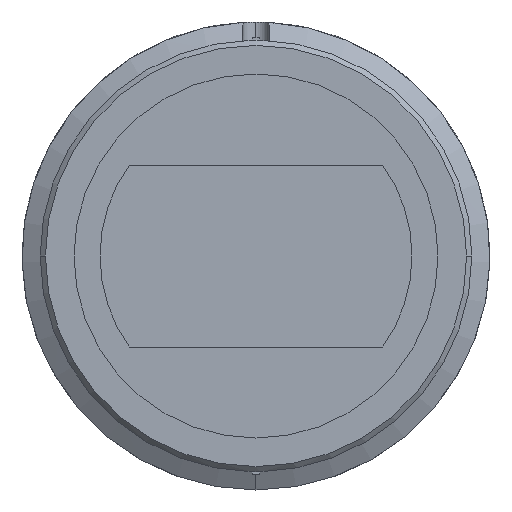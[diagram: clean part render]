
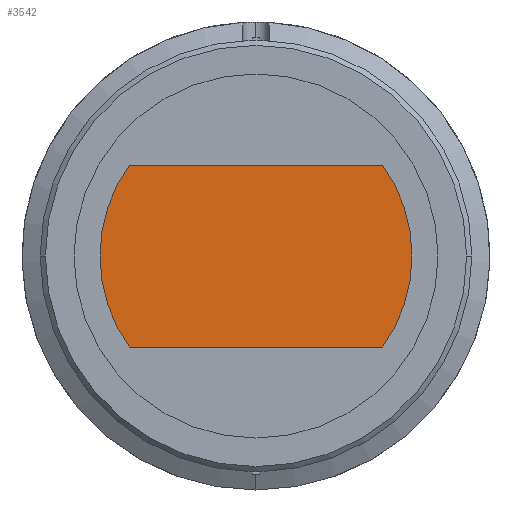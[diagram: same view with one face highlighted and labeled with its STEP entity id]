
A CAD part, left-side view. The second image highlights one B-rep face of the part: STEP entity #3542.
In plain terms, the highlighted planar face has unit normal (-1, 0, 0).
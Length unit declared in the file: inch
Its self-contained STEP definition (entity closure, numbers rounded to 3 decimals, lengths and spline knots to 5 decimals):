
#96 = DIRECTION ( 'NONE',  ( 0., -1., 0. ) ) ;
#100 = AXIS2_PLACEMENT_3D ( 'NONE', #1768, #6364, #6383 ) ;
#252 = CARTESIAN_POINT ( 'NONE',  ( -0.08465, 0.19187, -0.1378 ) ) ;
#264 = EDGE_CURVE ( 'NONE', #3988, #2148, #4033, .T. ) ;
#798 = DIRECTION ( 'NONE',  ( 0., 0., 1. ) ) ;
#1051 = CARTESIAN_POINT ( 'NONE',  ( -0.08465, -0.19187, 0.1378 ) ) ;
#1341 = EDGE_CURVE ( 'NONE', #5028, #3988, #1465, .T. ) ;
#1460 = CARTESIAN_POINT ( 'NONE',  ( -0.08465, -0.19187, -0.1378 ) ) ;
#1465 = CIRCLE ( 'NONE', #2560, 0.23622 ) ;
#1768 = CARTESIAN_POINT ( 'NONE',  ( -0.08465, 0., 0. ) ) ;
#1823 = DIRECTION ( 'NONE',  ( 0., 0., -1. ) ) ;
#1976 = CARTESIAN_POINT ( 'NONE',  ( -0.08465, 0.19187, 0.1378 ) ) ;
#2148 = VERTEX_POINT ( 'NONE', #1051 ) ;
#2328 = DIRECTION ( 'NONE',  ( 1., 0., 0. ) ) ;
#2394 = DIRECTION ( 'NONE',  ( 1., 0., 0. ) ) ;
#2560 = AXIS2_PLACEMENT_3D ( 'NONE', #6061, #2394, #798 ) ;
#2605 = VERTEX_POINT ( 'NONE', #1460 ) ;
#2932 = CARTESIAN_POINT ( 'NONE',  ( -0.08465, -0.19187, -0.1378 ) ) ;
#3027 = ORIENTED_EDGE ( 'NONE', *, *, #264, .F. ) ;
#3475 = VECTOR ( 'NONE', #4005, 39.37008 ) ;
#3542 = ADVANCED_FACE ( 'NONE', ( #5132 ), #3945, .F. ) ;
#3668 = EDGE_LOOP ( 'NONE', ( #5380, #3027, #5930, #4489 ) ) ;
#3720 = VECTOR ( 'NONE', #96, 39.37008 ) ;
#3945 = PLANE ( 'NONE',  #5651 ) ;
#3988 = VERTEX_POINT ( 'NONE', #1976 ) ;
#4005 = DIRECTION ( 'NONE',  ( 0., 1., 0. ) ) ;
#4033 = LINE ( 'NONE', #6400, #3720 ) ;
#4230 = LINE ( 'NONE', #2932, #3475 ) ;
#4489 = ORIENTED_EDGE ( 'NONE', *, *, #5588, .F. ) ;
#5028 = VERTEX_POINT ( 'NONE', #252 ) ;
#5132 = FACE_OUTER_BOUND ( 'NONE', #3668, .T. ) ;
#5380 = ORIENTED_EDGE ( 'NONE', *, *, #5475, .F. ) ;
#5475 = EDGE_CURVE ( 'NONE', #2148, #2605, #6094, .T. ) ;
#5588 = EDGE_CURVE ( 'NONE', #2605, #5028, #4230, .T. ) ;
#5651 = AXIS2_PLACEMENT_3D ( 'NONE', #6519, #2328, #1823 ) ;
#5930 = ORIENTED_EDGE ( 'NONE', *, *, #1341, .F. ) ;
#6061 = CARTESIAN_POINT ( 'NONE',  ( -0.08465, 0., 0. ) ) ;
#6094 = CIRCLE ( 'NONE', #100, 0.23622 ) ;
#6364 = DIRECTION ( 'NONE',  ( 1., 0., 0. ) ) ;
#6383 = DIRECTION ( 'NONE',  ( 0., 0., 1. ) ) ;
#6400 = CARTESIAN_POINT ( 'NONE',  ( -0.08465, -0.19187, 0.1378 ) ) ;
#6519 = CARTESIAN_POINT ( 'NONE',  ( -0.08465, 0., 0. ) ) ;
